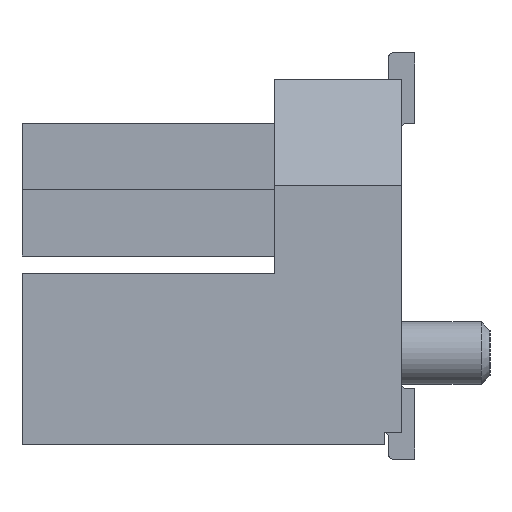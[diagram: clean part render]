
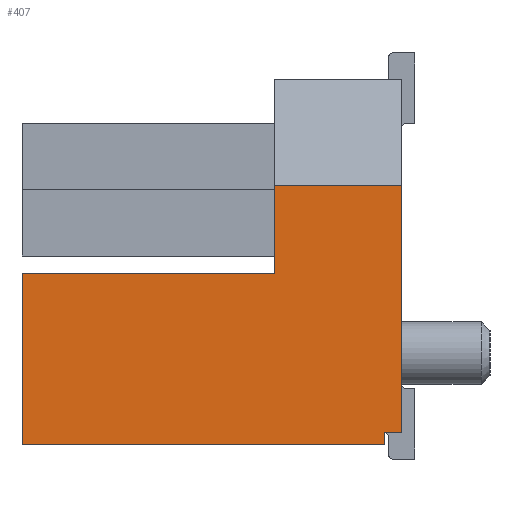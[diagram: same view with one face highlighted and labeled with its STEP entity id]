
A CAD part, left-side view. The second image highlights one B-rep face of the part: STEP entity #407.
In plain terms, the highlighted planar face has unit normal (-1, 0, 0).
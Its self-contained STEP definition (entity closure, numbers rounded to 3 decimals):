
#407 = ADVANCED_FACE( '', ( #1331 ), #1332, .F. );
#1331 = FACE_OUTER_BOUND( '', #2701, .T. );
#1332 = PLANE( '', #2702 );
#2701 = EDGE_LOOP( '', ( #5787, #5788, #5789, #5790, #5791, #5792, #5793, #5794 ) );
#2702 = AXIS2_PLACEMENT_3D( '', #5795, #5796, #5797 );
#5787 = ORIENTED_EDGE( '', *, *, #10477, .F. );
#5788 = ORIENTED_EDGE( '', *, *, #10478, .F. );
#5789 = ORIENTED_EDGE( '', *, *, #9713, .T. );
#5790 = ORIENTED_EDGE( '', *, *, #9854, .F. );
#5791 = ORIENTED_EDGE( '', *, *, #9892, .F. );
#5792 = ORIENTED_EDGE( '', *, *, #10328, .F. );
#5793 = ORIENTED_EDGE( '', *, *, #10299, .F. );
#5794 = ORIENTED_EDGE( '', *, *, #9770, .T. );
#5795 = CARTESIAN_POINT( '', ( -5.548, 1.446, -2.14 ) );
#5796 = DIRECTION( '', ( 1., 0., 0. ) );
#5797 = DIRECTION( '', ( 0., 0., -1. ) );
#9713 = EDGE_CURVE( '', #11777, #11775, #11778, .T. );
#9770 = EDGE_CURVE( '', #11886, #11884, #11887, .T. );
#9854 = EDGE_CURVE( '', #12037, #11775, #12039, .T. );
#9892 = EDGE_CURVE( '', #12108, #12037, #12110, .T. );
#10299 = EDGE_CURVE( '', #11886, #12760, #12761, .T. );
#10328 = EDGE_CURVE( '', #12760, #12108, #12796, .T. );
#10477 = EDGE_CURVE( '', #13002, #11884, #13003, .T. );
#10478 = EDGE_CURVE( '', #11777, #13002, #13004, .T. );
#11775 = VERTEX_POINT( '', #15141 );
#11777 = VERTEX_POINT( '', #15144 );
#11778 = LINE( '', #15145, #15146 );
#11884 = VERTEX_POINT( '', #15307 );
#11886 = VERTEX_POINT( '', #15310 );
#11887 = LINE( '', #15311, #15312 );
#12037 = VERTEX_POINT( '', #15544 );
#12039 = LINE( '', #15547, #15548 );
#12108 = VERTEX_POINT( '', #15653 );
#12110 = LINE( '', #15656, #15657 );
#12760 = VERTEX_POINT( '', #16713 );
#12761 = LINE( '', #16714, #16715 );
#12796 = LINE( '', #16778, #16779 );
#13002 = VERTEX_POINT( '', #17133 );
#13003 = LINE( '', #17134, #17135 );
#13004 = LINE( '', #17136, #17137 );
#15141 = CARTESIAN_POINT( '', ( -5.548, 0., 0.798 ) );
#15144 = CARTESIAN_POINT( '', ( -5.548, 0., -2. ) );
#15145 = CARTESIAN_POINT( '', ( -5.548, 0., -2.14 ) );
#15146 = VECTOR( '', #20187, 1000. );
#15307 = CARTESIAN_POINT( '', ( -5.548, 0.2, -2.14 ) );
#15310 = CARTESIAN_POINT( '', ( -5.548, 4.3, -2.14 ) );
#15311 = CARTESIAN_POINT( '', ( -5.548, 1.446, -2.14 ) );
#15312 = VECTOR( '', #20244, 1000. );
#15544 = CARTESIAN_POINT( '', ( -5.548, 1.446, 0.798 ) );
#15547 = CARTESIAN_POINT( '', ( -5.548, 1.446, 0.798 ) );
#15548 = VECTOR( '', #20328, 1000. );
#15653 = CARTESIAN_POINT( '', ( -5.548, 1.446, -0.2 ) );
#15656 = CARTESIAN_POINT( '', ( -5.548, 1.446, -2.14 ) );
#15657 = VECTOR( '', #20366, 1000. );
#16713 = CARTESIAN_POINT( '', ( -5.548, 4.3, -0.2 ) );
#16714 = CARTESIAN_POINT( '', ( -5.548, 4.3, -2.14 ) );
#16715 = VECTOR( '', #20773, 1000. );
#16778 = CARTESIAN_POINT( '', ( -5.548, 4.3, -0.2 ) );
#16779 = VECTOR( '', #20802, 1000. );
#17133 = CARTESIAN_POINT( '', ( -5.548, 0.2, -2. ) );
#17134 = CARTESIAN_POINT( '', ( -5.548, 0.2, -2.14 ) );
#17135 = VECTOR( '', #20951, 1000. );
#17136 = CARTESIAN_POINT( '', ( -5.548, 1.446, -2. ) );
#17137 = VECTOR( '', #20952, 1000. );
#20187 = DIRECTION( '', ( 0., 0., 1. ) );
#20244 = DIRECTION( '', ( 0., -1., 0. ) );
#20328 = DIRECTION( '', ( 0., -1., 0. ) );
#20366 = DIRECTION( '', ( 0., 0., 1. ) );
#20773 = DIRECTION( '', ( 0., 0., 1. ) );
#20802 = DIRECTION( '', ( 0., -1., 0. ) );
#20951 = DIRECTION( '', ( 0., 0., -1. ) );
#20952 = DIRECTION( '', ( 0., 1., 0. ) );
